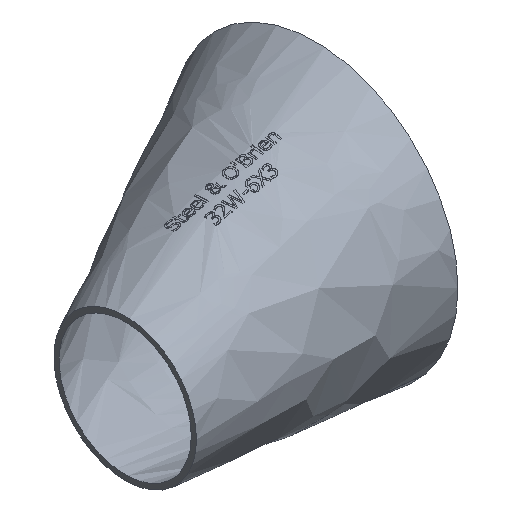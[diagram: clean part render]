
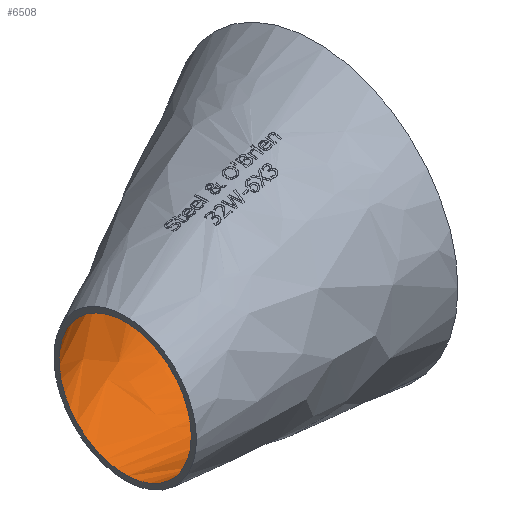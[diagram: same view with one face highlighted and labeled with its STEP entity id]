
A CAD part, isometric view. The second image highlights one B-rep face of the part: STEP entity #6508.
In plain terms, the highlighted free-form (B-spline) face has degree [1, 2] with [2, 9] control points.
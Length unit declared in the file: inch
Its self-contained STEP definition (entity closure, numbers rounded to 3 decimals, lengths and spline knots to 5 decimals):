
#22=(
BOUNDED_SURFACE()
B_SPLINE_SURFACE(1,2,((#15031,#15032,#15033,#15034,#15035,#15036,#15037,
#15038,#15039),(#15040,#15041,#15042,#15043,#15044,#15045,#15046,#15047,
#15048)),.UNSPECIFIED.,.F.,.T.,.F.)
B_SPLINE_SURFACE_WITH_KNOTS((2,2),(3,2,2,2,3),(-0.26052,2.15745),
(-3.14159,-1.5708,0.,1.5708,3.14159),
 .UNSPECIFIED.)
GEOMETRIC_REPRESENTATION_ITEM()
RATIONAL_B_SPLINE_SURFACE(((1.,0.707,1.,0.707,1.,
0.707,1.,0.707,1.),(1.,0.707,1.,0.707,
1.,0.707,1.,0.707,1.)))
REPRESENTATION_ITEM('')
SURFACE()
);
#188=CIRCLE('',#6728,2.891);
#189=CIRCLE('',#6729,2.891);
#190=CIRCLE('',#6730,1.391);
#191=CIRCLE('',#6731,1.391);
#1341=FACE_OUTER_BOUND('',#1722,.T.);
#1722=EDGE_LOOP('',(#5897,#5898,#5899,#5900,#5901,#5902));
#2258=B_SPLINE_CURVE_WITH_KNOTS('',1,(#15054,#15055),.UNSPECIFIED.,.F.,
 .F.,(2,2),(0.01658,2.04274),.UNSPECIFIED.);
#2921=VERTEX_POINT('',#15049);
#2922=VERTEX_POINT('',#15050);
#2923=VERTEX_POINT('',#15053);
#2924=VERTEX_POINT('',#15056);
#3917=EDGE_CURVE('',#2921,#2922,#188,.T.);
#3918=EDGE_CURVE('',#2922,#2921,#189,.T.);
#3919=EDGE_CURVE('',#2922,#2923,#2258,.T.);
#3920=EDGE_CURVE('',#2924,#2923,#190,.T.);
#3921=EDGE_CURVE('',#2923,#2924,#191,.T.);
#5897=ORIENTED_EDGE('',*,*,#3917,.F.);
#5898=ORIENTED_EDGE('',*,*,#3918,.F.);
#5899=ORIENTED_EDGE('',*,*,#3919,.T.);
#5900=ORIENTED_EDGE('',*,*,#3920,.F.);
#5901=ORIENTED_EDGE('',*,*,#3921,.F.);
#5902=ORIENTED_EDGE('',*,*,#3919,.F.);
#6508=ADVANCED_FACE('',(#1341),#22,.T.);
#6728=AXIS2_PLACEMENT_3D('',#15051,#7495,#7496);
#6729=AXIS2_PLACEMENT_3D('',#15052,#7497,#7498);
#6730=AXIS2_PLACEMENT_3D('',#15057,#7499,#7500);
#6731=AXIS2_PLACEMENT_3D('',#15058,#7501,#7502);
#7495=DIRECTION('center_axis',(-1.,0.,0.));
#7496=DIRECTION('ref_axis',(0.,-0.065,-0.998));
#7497=DIRECTION('center_axis',(-1.,0.,0.));
#7498=DIRECTION('ref_axis',(0.,-0.065,-0.998));
#7499=DIRECTION('center_axis',(1.,0.,0.));
#7500=DIRECTION('ref_axis',(0.,-0.065,-0.998));
#7501=DIRECTION('center_axis',(1.,0.,0.));
#7502=DIRECTION('ref_axis',(0.,-0.065,-0.998));
#15031=CARTESIAN_POINT('Ctrl Pts',(6.25219,1.50383,3.08959));
#15032=CARTESIAN_POINT('Ctrl Pts',(5.51403,4.39865,3.08959));
#15033=CARTESIAN_POINT('Ctrl Pts',(5.51403,4.39865,0.));
#15034=CARTESIAN_POINT('Ctrl Pts',(5.51403,4.39865,-3.08959));
#15035=CARTESIAN_POINT('Ctrl Pts',(6.25219,1.50383,-3.08959));
#15036=CARTESIAN_POINT('Ctrl Pts',(6.99036,-1.391,-3.08959));
#15037=CARTESIAN_POINT('Ctrl Pts',(6.99036,-1.391,0.));
#15038=CARTESIAN_POINT('Ctrl Pts',(6.99036,-1.391,3.08959));
#15039=CARTESIAN_POINT('Ctrl Pts',(6.25219,1.50383,3.08959));
#15040=CARTESIAN_POINT('Ctrl Pts',(-0.31139,-0.16985,
1.30331));
#15041=CARTESIAN_POINT('Ctrl Pts',(-0.62277,1.05131,
1.30331));
#15042=CARTESIAN_POINT('Ctrl Pts',(-0.62277,1.05131,
0.));
#15043=CARTESIAN_POINT('Ctrl Pts',(-0.62277,1.05131,
-1.30331));
#15044=CARTESIAN_POINT('Ctrl Pts',(-0.31139,-0.16985,
-1.30331));
#15045=CARTESIAN_POINT('Ctrl Pts',(0.,-1.391,-1.30331));
#15046=CARTESIAN_POINT('Ctrl Pts',(0.,-1.391,0.));
#15047=CARTESIAN_POINT('Ctrl Pts',(0.,-1.391,1.30331));
#15048=CARTESIAN_POINT('Ctrl Pts',(-0.31139,-0.16985,
1.30331));
#15049=CARTESIAN_POINT('',(5.5,-1.391,0.));
#15050=CARTESIAN_POINT('',(5.5,1.31202,2.88488));
#15051=CARTESIAN_POINT('Origin',(5.5,1.5,0.));
#15052=CARTESIAN_POINT('Origin',(5.5,1.5,0.));
#15053=CARTESIAN_POINT('',(0.,-0.09045,1.38806));
#15054=CARTESIAN_POINT('Ctrl Pts',(5.5,1.31202,2.88488));
#15055=CARTESIAN_POINT('Ctrl Pts',(0.,-0.09045,
1.38806));
#15056=CARTESIAN_POINT('',(0.,-1.391,0.));
#15057=CARTESIAN_POINT('Origin',(0.,0.,0.));
#15058=CARTESIAN_POINT('Origin',(0.,0.,0.));
